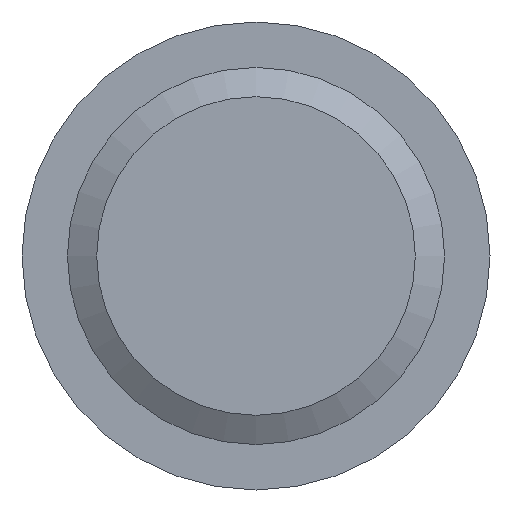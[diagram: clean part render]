
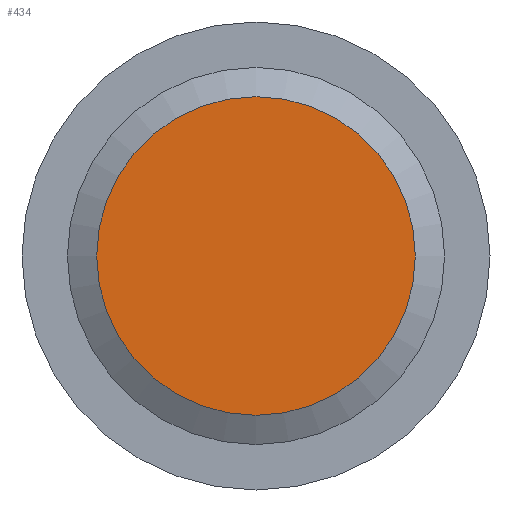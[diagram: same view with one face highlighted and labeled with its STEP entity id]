
A CAD part, left-side view. The second image highlights one B-rep face of the part: STEP entity #434.
In plain terms, the highlighted planar face has unit normal (-1, 0, 0).
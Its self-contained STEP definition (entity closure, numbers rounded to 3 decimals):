
#78=PLANE('',#485);
#101=FACE_OUTER_BOUND('',#132,.T.);
#132=EDGE_LOOP('',(#381));
#171=CIRCLE('',#486,8.85);
#223=VERTEX_POINT('',#766);
#281=EDGE_CURVE('',#223,#223,#171,.T.);
#381=ORIENTED_EDGE('',*,*,#281,.F.);
#434=ADVANCED_FACE('',(#101),#78,.T.);
#485=AXIS2_PLACEMENT_3D('',#765,#601,#602);
#486=AXIS2_PLACEMENT_3D('',#767,#603,#604);
#601=DIRECTION('center_axis',(-1.,0.,0.));
#602=DIRECTION('ref_axis',(0.,0.,1.));
#603=DIRECTION('center_axis',(1.,0.,0.));
#604=DIRECTION('ref_axis',(0.,0.,-1.));
#765=CARTESIAN_POINT('Origin',(0.,8.85,0.));
#766=CARTESIAN_POINT('',(0.,8.85,0.));
#767=CARTESIAN_POINT('Origin',(0.,0.,0.));
